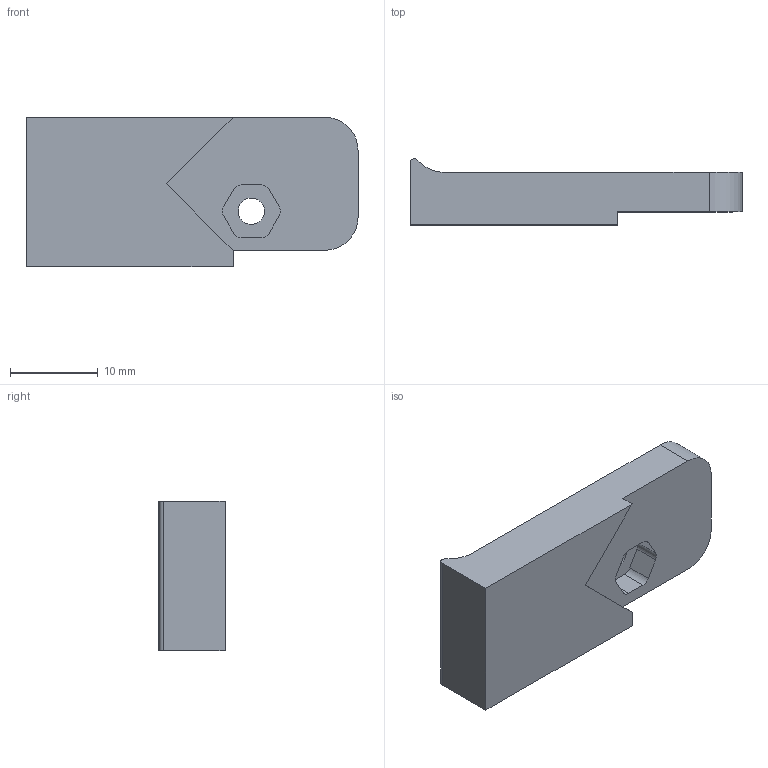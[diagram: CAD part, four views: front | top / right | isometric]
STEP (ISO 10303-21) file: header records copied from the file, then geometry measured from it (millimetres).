
FILE_DESCRIPTION(/* description */ ('STEP AP214'),/* implementation_level */ '2;1');
FILE_NAME(/* name */ '643fdfff15a8f12fddb99153',/* time_stamp */ '2023-04-19T12:35:13+00:00',/* author */ (''),/* organization */ (''),/* preprocessor_version */ 'ST-DEVELOPER v18.102',/* originating_system */ ' ',/* authorisation */ ' ');
FILE_SCHEMA (('AUTOMOTIVE_DESIGN {1 0 10303 214 3 1 1}'));
Length unit declared in the file: metre
Products named in the file (1): 3.2 Calf Support Right
Bounding box: 37.86 x 7.54 x 17.01 mm (x, y, z)
Volume: 3207.2 mm3; surface area: 1928.7 mm2
Topology: 1 solids, 1 shells, 34 faces, 92 edges, 61 vertices
Faces by surface type: plane 23, cylinder 11
Full cylindrical faces by diameter (mm): 3 x1
Entity records: 1100 total; most frequent: CARTESIAN_POINT 187, DIRECTION 184, ORIENTED_EDGE 182, EDGE_CURVE 91, LINE 68, VECTOR 68, VERTEX_POINT 61, AXIS2_PLACEMENT_3D 58
